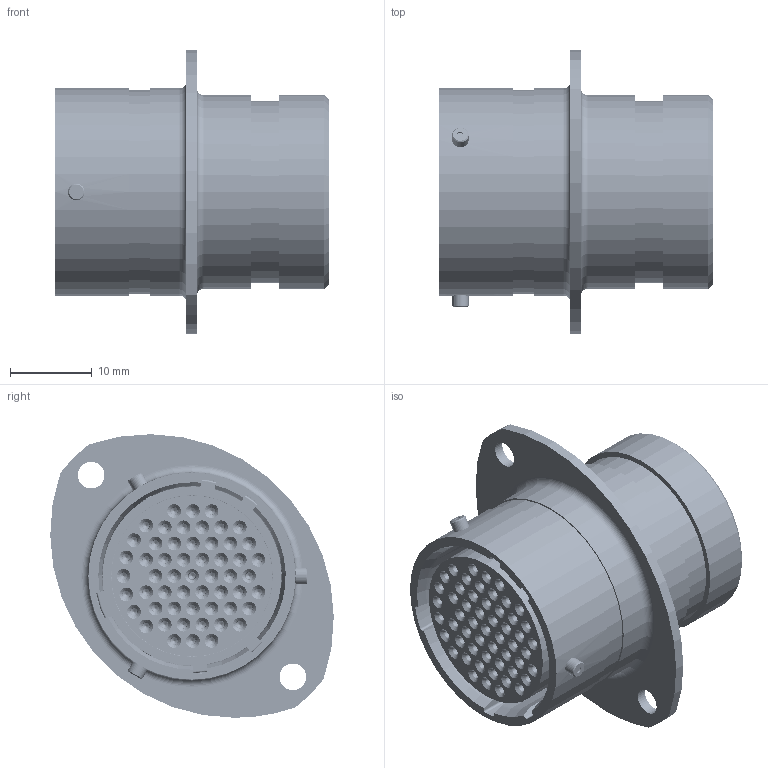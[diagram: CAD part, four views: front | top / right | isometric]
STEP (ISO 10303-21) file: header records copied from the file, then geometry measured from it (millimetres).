
FILE_DESCRIPTION (( 'STEP AP214' ), '1' );
FILE_NAME ('AS016-35SA.STEP', '2017-08-04T08:58:36', ( '' ), ( '' ), 'SwSTEP 2.0', 'SolidWorks 2015', '' );
FILE_SCHEMA (( 'AUTOMOTIVE_DESIGN' ));
Length unit declared in the file: inch
Products named in the file (1): AS016-35SA
Bounding box: 33.31 x 34.6 x 34.6 mm (x, y, z)
Volume: 11507 mm3; surface area: 27100 mm2
Topology: 4 solids, 9 shells, 7311 faces, 15790 edges, 8836 vertices
Faces by surface type: torus 2774, cylinder 1971, cone 1560, plane 994, sphere 12
Entity records: 293690 total; most frequent: DIRECTION 40131, CARTESIAN_POINT 36370, ORIENTED_EDGE 31348, AXIS2_PLACEMENT_3D 17843, EDGE_CURVE 15674, CIRCLE 10531, VERTEX_POINT 8836, EDGE_LOOP 7888
